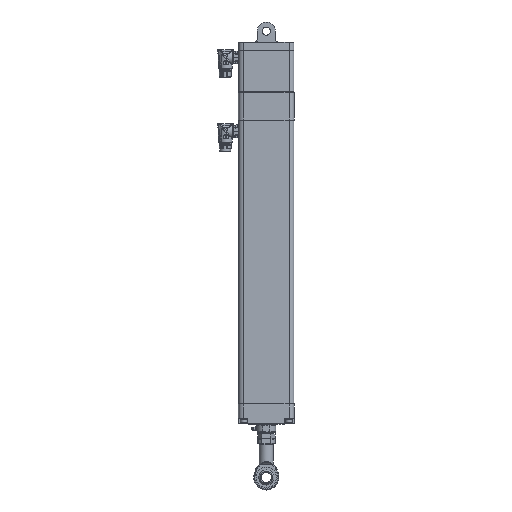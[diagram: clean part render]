
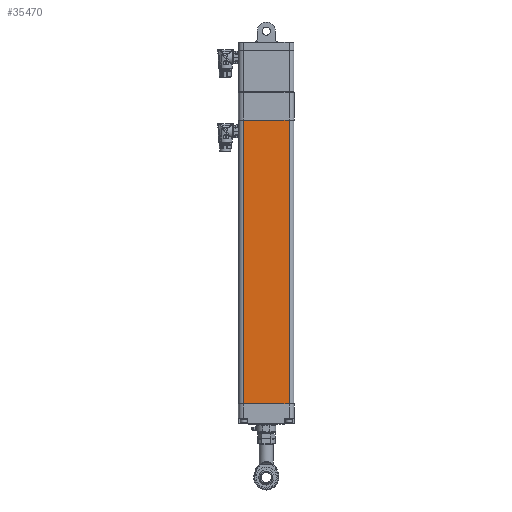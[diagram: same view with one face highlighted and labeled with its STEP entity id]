
A CAD part, left-side view. The second image highlights one B-rep face of the part: STEP entity #35470.
In plain terms, the highlighted planar face has unit normal (-1, 0, 0).
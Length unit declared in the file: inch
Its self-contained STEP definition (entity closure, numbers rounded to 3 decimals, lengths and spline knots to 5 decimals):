
#879 = EDGE_CURVE ( 'NONE', #47159, #46076, #8826, .T. ) ;
#2783 = LINE ( 'NONE', #31351, #29723 ) ;
#2991 = CARTESIAN_POINT ( 'NONE',  ( -2.155, -1.775, -0.5 ) ) ;
#4874 = EDGE_LOOP ( 'NONE', ( #34721, #5167, #19800, #30456 ) ) ;
#5167 = ORIENTED_EDGE ( 'NONE', *, *, #9499, .F. ) ;
#5564 = CARTESIAN_POINT ( 'NONE',  ( -2.155, 1.775, 0. ) ) ;
#7738 = EDGE_CURVE ( 'NONE', #42223, #24737, #33823, .T. ) ;
#8826 = LINE ( 'NONE', #32272, #43788 ) ;
#9499 = EDGE_CURVE ( 'NONE', #42223, #47159, #2783, .T. ) ;
#10125 = CARTESIAN_POINT ( 'NONE',  ( -2.155, 1.775, -22.157 ) ) ;
#11193 = DIRECTION ( 'NONE',  ( 0., -1., 0. ) ) ;
#11397 = FACE_OUTER_BOUND ( 'NONE', #4874, .T. ) ;
#15348 = DIRECTION ( 'NONE',  ( 0., 0., 1. ) ) ;
#15522 = CARTESIAN_POINT ( 'NONE',  ( -2.155, 1.775, -0.5 ) ) ;
#19800 = ORIENTED_EDGE ( 'NONE', *, *, #7738, .T. ) ;
#23532 = DIRECTION ( 'NONE',  ( 0., 0., 1. ) ) ;
#24737 = VERTEX_POINT ( 'NONE', #28436 ) ;
#26454 = AXIS2_PLACEMENT_3D ( 'NONE', #15522, #37770, #23532 ) ;
#28436 = CARTESIAN_POINT ( 'NONE',  ( -2.155, -1.775, -22.157 ) ) ;
#29027 = EDGE_CURVE ( 'NONE', #24737, #46076, #38286, .T. ) ;
#29723 = VECTOR ( 'NONE', #31086, 39.37008 ) ;
#30456 = ORIENTED_EDGE ( 'NONE', *, *, #29027, .T. ) ;
#31086 = DIRECTION ( 'NONE',  ( 0., 0., 1. ) ) ;
#31351 = CARTESIAN_POINT ( 'NONE',  ( -2.155, 1.775, -0.5 ) ) ;
#32272 = CARTESIAN_POINT ( 'NONE',  ( -2.155, 1.775, 0. ) ) ;
#33647 = PLANE ( 'NONE',  #26454 ) ;
#33823 = LINE ( 'NONE', #10125, #40353 ) ;
#34721 = ORIENTED_EDGE ( 'NONE', *, *, #879, .F. ) ;
#35470 = ADVANCED_FACE ( 'NONE', ( #11397 ), #33647, .T. ) ;
#37437 = CARTESIAN_POINT ( 'NONE',  ( -2.155, 1.775, -22.157 ) ) ;
#37770 = DIRECTION ( 'NONE',  ( -1., 0., 0. ) ) ;
#38192 = DIRECTION ( 'NONE',  ( 0., -1., 0. ) ) ;
#38286 = LINE ( 'NONE', #2991, #46689 ) ;
#40353 = VECTOR ( 'NONE', #38192, 39.37008 ) ;
#42223 = VERTEX_POINT ( 'NONE', #37437 ) ;
#43788 = VECTOR ( 'NONE', #11193, 39.37008 ) ;
#46076 = VERTEX_POINT ( 'NONE', #49168 ) ;
#46689 = VECTOR ( 'NONE', #15348, 39.37008 ) ;
#47159 = VERTEX_POINT ( 'NONE', #5564 ) ;
#49168 = CARTESIAN_POINT ( 'NONE',  ( -2.155, -1.775, 0. ) ) ;
